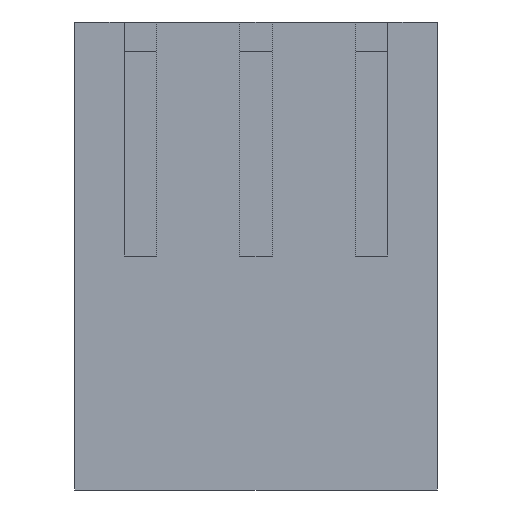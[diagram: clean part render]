
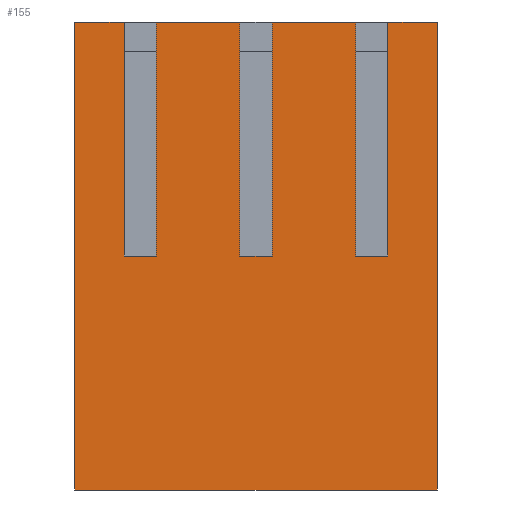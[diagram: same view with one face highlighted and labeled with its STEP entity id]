
A CAD part, front view. The second image highlights one B-rep face of the part: STEP entity #155.
In plain terms, the highlighted planar face has unit normal (0, -1, 0).
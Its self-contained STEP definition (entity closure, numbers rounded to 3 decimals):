
#155 = ADVANCED_FACE( '', ( #381 ), #382, .F. );
#381 = FACE_OUTER_BOUND( '', #682, .T. );
#382 = PLANE( '', #683 );
#682 = EDGE_LOOP( '', ( #1089, #1090, #1091, #1092, #1093, #1094, #1095, #1096, #1097, #1098, #1099, #1100, #1101, #1102, #1103, #1104 ) );
#683 = AXIS2_PLACEMENT_3D( '', #1105, #1106, #1107 );
#1089 = ORIENTED_EDGE( '', *, *, #1949, .F. );
#1090 = ORIENTED_EDGE( '', *, *, #1915, .T. );
#1091 = ORIENTED_EDGE( '', *, *, #1950, .T. );
#1092 = ORIENTED_EDGE( '', *, *, #1951, .T. );
#1093 = ORIENTED_EDGE( '', *, *, #1952, .F. );
#1094 = ORIENTED_EDGE( '', *, *, #1953, .F. );
#1095 = ORIENTED_EDGE( '', *, *, #1954, .T. );
#1096 = ORIENTED_EDGE( '', *, *, #1955, .F. );
#1097 = ORIENTED_EDGE( '', *, *, #1956, .F. );
#1098 = ORIENTED_EDGE( '', *, *, #1957, .T. );
#1099 = ORIENTED_EDGE( '', *, *, #1958, .T. );
#1100 = ORIENTED_EDGE( '', *, *, #1959, .F. );
#1101 = ORIENTED_EDGE( '', *, *, #1849, .F. );
#1102 = ORIENTED_EDGE( '', *, *, #1960, .T. );
#1103 = ORIENTED_EDGE( '', *, *, #1961, .T. );
#1104 = ORIENTED_EDGE( '', *, *, #1962, .F. );
#1105 = CARTESIAN_POINT( '', ( 6.195, -3.15, 9.35 ) );
#1106 = DIRECTION( '', ( 0., 1., 0. ) );
#1107 = DIRECTION( '', ( 0., 0., 1. ) );
#1849 = EDGE_CURVE( '', #2219, #2221, #2222, .T. );
#1915 = EDGE_CURVE( '', #2336, #2334, #2337, .T. );
#1949 = EDGE_CURVE( '', #2336, #2397, #2398, .T. );
#1950 = EDGE_CURVE( '', #2334, #2399, #2400, .T. );
#1951 = EDGE_CURVE( '', #2399, #2401, #2402, .T. );
#1952 = EDGE_CURVE( '', #2403, #2401, #2404, .T. );
#1953 = EDGE_CURVE( '', #2405, #2403, #2406, .T. );
#1954 = EDGE_CURVE( '', #2405, #2407, #2408, .T. );
#1955 = EDGE_CURVE( '', #2409, #2407, #2410, .T. );
#1956 = EDGE_CURVE( '', #2411, #2409, #2412, .T. );
#1957 = EDGE_CURVE( '', #2411, #2413, #2414, .T. );
#1958 = EDGE_CURVE( '', #2413, #2415, #2416, .T. );
#1959 = EDGE_CURVE( '', #2221, #2415, #2417, .T. );
#1960 = EDGE_CURVE( '', #2219, #2418, #2419, .T. );
#1961 = EDGE_CURVE( '', #2418, #2420, #2421, .T. );
#1962 = EDGE_CURVE( '', #2397, #2420, #2422, .T. );
#2219 = VERTEX_POINT( '', #2763 );
#2221 = VERTEX_POINT( '', #2766 );
#2222 = LINE( '', #2767, #2768 );
#2334 = VERTEX_POINT( '', #2933 );
#2336 = VERTEX_POINT( '', #2936 );
#2337 = LINE( '', #2937, #2938 );
#2397 = VERTEX_POINT( '', #3025 );
#2398 = LINE( '', #3026, #3027 );
#2399 = VERTEX_POINT( '', #3028 );
#2400 = LINE( '', #3029, #3030 );
#2401 = VERTEX_POINT( '', #3031 );
#2402 = LINE( '', #3032, #3033 );
#2403 = VERTEX_POINT( '', #3034 );
#2404 = LINE( '', #3035, #3036 );
#2405 = VERTEX_POINT( '', #3037 );
#2406 = LINE( '', #3038, #3039 );
#2407 = VERTEX_POINT( '', #3040 );
#2408 = LINE( '', #3041, #3042 );
#2409 = VERTEX_POINT( '', #3043 );
#2410 = LINE( '', #3044, #3045 );
#2411 = VERTEX_POINT( '', #3046 );
#2412 = LINE( '', #3047, #3048 );
#2413 = VERTEX_POINT( '', #3049 );
#2414 = LINE( '', #3050, #3051 );
#2415 = VERTEX_POINT( '', #3052 );
#2416 = LINE( '', #3053, #3054 );
#2417 = LINE( '', #3055, #3056 );
#2418 = VERTEX_POINT( '', #3057 );
#2419 = LINE( '', #3058, #3059 );
#2420 = VERTEX_POINT( '', #3060 );
#2421 = LINE( '', #3061, #3062 );
#2422 = LINE( '', #3063, #3064 );
#2763 = CARTESIAN_POINT( '', ( -0.55, -3.15, 1.35 ) );
#2766 = CARTESIAN_POINT( '', ( 0.55, -3.15, 1.35 ) );
#2767 = CARTESIAN_POINT( '', ( -0.55, -3.15, 1.35 ) );
#2768 = VECTOR( '', #3560, 1000. );
#2933 = CARTESIAN_POINT( '', ( -4.51, -3.15, 9.35 ) );
#2936 = CARTESIAN_POINT( '', ( -4.51, -3.15, 1.35 ) );
#2937 = CARTESIAN_POINT( '', ( -4.51, -3.15, 1.35 ) );
#2938 = VECTOR( '', #3615, 1000. );
#3025 = CARTESIAN_POINT( '', ( -3.41, -3.15, 1.35 ) );
#3026 = CARTESIAN_POINT( '', ( -4.51, -3.15, 1.35 ) );
#3027 = VECTOR( '', #3643, 1000. );
#3028 = CARTESIAN_POINT( '', ( -6.195, -3.15, 9.35 ) );
#3029 = CARTESIAN_POINT( '', ( 6.195, -3.15, 9.35 ) );
#3030 = VECTOR( '', #3644, 1000. );
#3031 = CARTESIAN_POINT( '', ( -6.195, -3.15, -6.65 ) );
#3032 = CARTESIAN_POINT( '', ( -6.195, -3.15, 9.35 ) );
#3033 = VECTOR( '', #3645, 1000. );
#3034 = CARTESIAN_POINT( '', ( 6.195, -3.15, -6.65 ) );
#3035 = CARTESIAN_POINT( '', ( 6.195, -3.15, -6.65 ) );
#3036 = VECTOR( '', #3646, 1000. );
#3037 = CARTESIAN_POINT( '', ( 6.195, -3.15, 9.35 ) );
#3038 = CARTESIAN_POINT( '', ( 6.195, -3.15, 9.35 ) );
#3039 = VECTOR( '', #3647, 1000. );
#3040 = CARTESIAN_POINT( '', ( 4.51, -3.15, 9.35 ) );
#3041 = CARTESIAN_POINT( '', ( 6.195, -3.15, 9.35 ) );
#3042 = VECTOR( '', #3648, 1000. );
#3043 = CARTESIAN_POINT( '', ( 4.51, -3.15, 1.35 ) );
#3044 = CARTESIAN_POINT( '', ( 4.51, -3.15, 1.35 ) );
#3045 = VECTOR( '', #3649, 1000. );
#3046 = CARTESIAN_POINT( '', ( 3.41, -3.15, 1.35 ) );
#3047 = CARTESIAN_POINT( '', ( 3.41, -3.15, 1.35 ) );
#3048 = VECTOR( '', #3650, 1000. );
#3049 = CARTESIAN_POINT( '', ( 3.41, -3.15, 9.35 ) );
#3050 = CARTESIAN_POINT( '', ( 3.41, -3.15, 1.35 ) );
#3051 = VECTOR( '', #3651, 1000. );
#3052 = CARTESIAN_POINT( '', ( 0.55, -3.15, 9.35 ) );
#3053 = CARTESIAN_POINT( '', ( 6.195, -3.15, 9.35 ) );
#3054 = VECTOR( '', #3652, 1000. );
#3055 = CARTESIAN_POINT( '', ( 0.55, -3.15, 1.35 ) );
#3056 = VECTOR( '', #3653, 1000. );
#3057 = CARTESIAN_POINT( '', ( -0.55, -3.15, 9.35 ) );
#3058 = CARTESIAN_POINT( '', ( -0.55, -3.15, 1.35 ) );
#3059 = VECTOR( '', #3654, 1000. );
#3060 = CARTESIAN_POINT( '', ( -3.41, -3.15, 9.35 ) );
#3061 = CARTESIAN_POINT( '', ( 6.195, -3.15, 9.35 ) );
#3062 = VECTOR( '', #3655, 1000. );
#3063 = CARTESIAN_POINT( '', ( -3.41, -3.15, 1.35 ) );
#3064 = VECTOR( '', #3656, 1000. );
#3560 = DIRECTION( '', ( 1., 0., 0. ) );
#3615 = DIRECTION( '', ( 0., 0., 1. ) );
#3643 = DIRECTION( '', ( 1., 0., 0. ) );
#3644 = DIRECTION( '', ( -1., 0., 0. ) );
#3645 = DIRECTION( '', ( 0., 0., -1. ) );
#3646 = DIRECTION( '', ( -1., 0., 0. ) );
#3647 = DIRECTION( '', ( 0., 0., -1. ) );
#3648 = DIRECTION( '', ( -1., 0., 0. ) );
#3649 = DIRECTION( '', ( 0., 0., 1. ) );
#3650 = DIRECTION( '', ( 1., 0., 0. ) );
#3651 = DIRECTION( '', ( 0., 0., 1. ) );
#3652 = DIRECTION( '', ( -1., 0., 0. ) );
#3653 = DIRECTION( '', ( 0., 0., 1. ) );
#3654 = DIRECTION( '', ( 0., 0., 1. ) );
#3655 = DIRECTION( '', ( -1., 0., 0. ) );
#3656 = DIRECTION( '', ( 0., 0., 1. ) );
